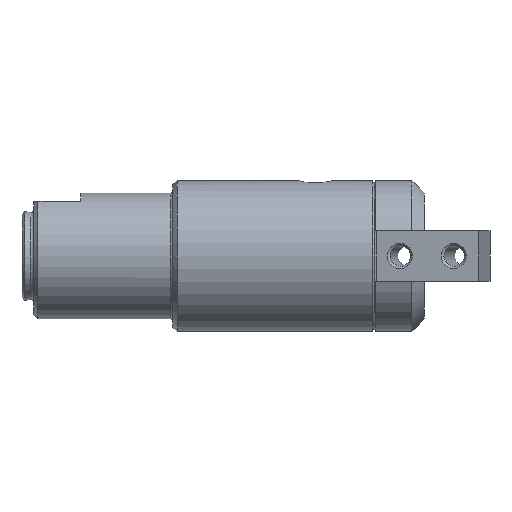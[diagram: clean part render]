
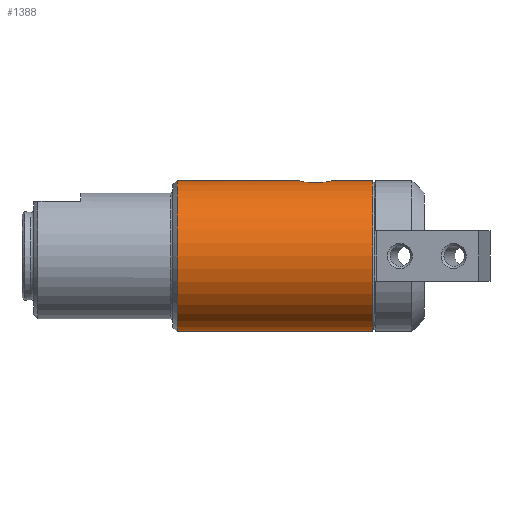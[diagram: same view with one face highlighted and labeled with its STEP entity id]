
A CAD part, left-side view. The second image highlights one B-rep face of the part: STEP entity #1388.
In plain terms, the highlighted cylindrical face has radius 9 mm (diameter 18 mm), a full revolution.
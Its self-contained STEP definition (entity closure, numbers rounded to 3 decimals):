
#238=B_SPLINE_CURVE_WITH_KNOTS('',3,(#2058,#2059,#2060,#2061,#2062,#2063,
#2064,#2065,#2066,#2067,#2068),.UNSPECIFIED.,.T.,.F.,(1,1,1,1,1,1,1,1,1,
1,1,1,1,1,1),(-0.005,-0.003,-0.002,
0.,0.002,0.003,0.005,0.007,
0.008,0.01,0.012,0.013,
0.015,0.017,0.019),.UNSPECIFIED.);
#302=ORIENTED_EDGE('',*,*,#554,.F.);
#303=ORIENTED_EDGE('',*,*,#555,.T.);
#304=ORIENTED_EDGE('',*,*,#553,.T.);
#553=EDGE_CURVE('',#678,#678,#760,.T.);
#554=EDGE_CURVE('',#679,#679,#761,.T.);
#555=EDGE_CURVE('',#680,#680,#238,.T.);
#678=VERTEX_POINT('',#2054);
#679=VERTEX_POINT('',#2057);
#680=VERTEX_POINT('',#2069);
#760=CIRCLE('',#1491,9.);
#761=CIRCLE('',#1493,9.);
#816=EDGE_LOOP('',(#302));
#817=EDGE_LOOP('',(#303));
#818=EDGE_LOOP('',(#304));
#921=FACE_BOUND('',#816,.T.);
#922=FACE_BOUND('',#817,.T.);
#923=FACE_BOUND('',#818,.T.);
#998=CYLINDRICAL_SURFACE('',#1492,9.);
#1388=ADVANCED_FACE('',(#921,#922,#923),#998,.T.);
#1491=AXIS2_PLACEMENT_3D('',#2053,#1664,#1665);
#1492=AXIS2_PLACEMENT_3D('',#2055,#1666,#1667);
#1493=AXIS2_PLACEMENT_3D('',#2056,#1668,#1669);
#1664=DIRECTION('',(0.,-1.,0.));
#1665=DIRECTION('',(0.,0.,-1.));
#1666=DIRECTION('',(0.,-1.,0.));
#1667=DIRECTION('',(0.,0.,-1.));
#1668=DIRECTION('',(0.,-1.,0.));
#1669=DIRECTION('',(0.,0.,-1.));
#2053=CARTESIAN_POINT('',(0.,37.001,0.));
#2054=CARTESIAN_POINT('',(0.,37.001,-9.));
#2055=CARTESIAN_POINT('',(0.,7.5,0.));
#2056=CARTESIAN_POINT('',(0.,13.7,0.));
#2057=CARTESIAN_POINT('',(0.,13.7,-9.));
#2058=CARTESIAN_POINT('',(1.683,22.185,8.872));
#2059=CARTESIAN_POINT('',(2.383,20.499,8.673));
#2060=CARTESIAN_POINT('',(1.683,18.814,8.872));
#2061=CARTESIAN_POINT('',(0.002,18.117,9.064));
#2062=CARTESIAN_POINT('',(-1.685,18.815,8.872));
#2063=CARTESIAN_POINT('',(-2.381,20.498,8.674));
#2064=CARTESIAN_POINT('',(-1.686,22.182,8.871));
#2065=CARTESIAN_POINT('',(-0.001,22.881,9.064));
#2066=CARTESIAN_POINT('',(1.683,22.185,8.872));
#2067=CARTESIAN_POINT('',(2.383,20.499,8.673));
#2068=CARTESIAN_POINT('',(1.683,18.814,8.872));
#2069=CARTESIAN_POINT('',(2.15,20.499,8.74));
